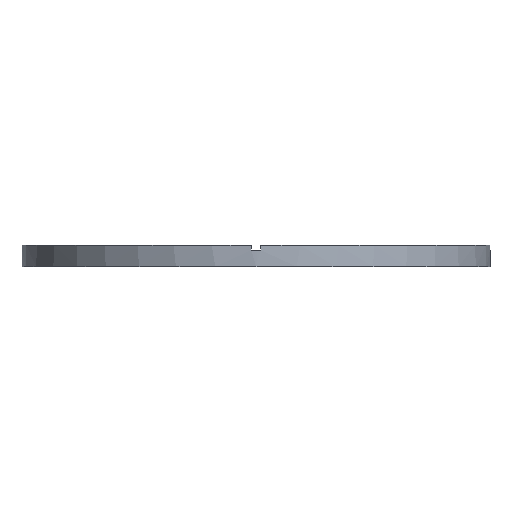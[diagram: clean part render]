
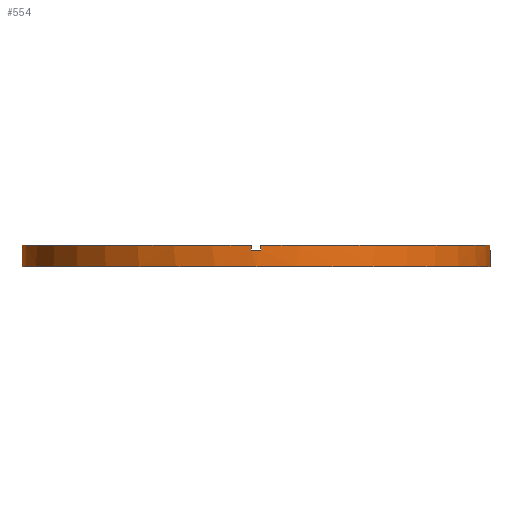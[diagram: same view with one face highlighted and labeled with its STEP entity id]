
A CAD part, front view. The second image highlights one B-rep face of the part: STEP entity #554.
In plain terms, the highlighted cylindrical face has radius 49.5 mm (diameter 99 mm), a partial arc.
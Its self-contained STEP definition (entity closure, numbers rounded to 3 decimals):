
#7 = EDGE_CURVE ( 'NONE', #552, #544, #697, .T. ) ;
#14 = VERTEX_POINT ( 'NONE', #74 ) ;
#20 = AXIS2_PLACEMENT_3D ( 'NONE', #117, #415, #742 ) ;
#23 = VERTEX_POINT ( 'NONE', #293 ) ;
#24 = CARTESIAN_POINT ( 'NONE',  ( 0., 0., 3.5 ) ) ;
#64 = CARTESIAN_POINT ( 'NONE',  ( 1., -49.49, 4.5 ) ) ;
#65 = CIRCLE ( 'NONE', #473, 49.5 ) ;
#74 = CARTESIAN_POINT ( 'NONE',  ( 1., -49.49, 3.5 ) ) ;
#79 = CARTESIAN_POINT ( 'NONE',  ( 49.49, -1., 3.5 ) ) ;
#92 = DIRECTION ( 'NONE',  ( 0., 0., 1. ) ) ;
#103 = EDGE_CURVE ( 'NONE', #525, #189, #181, .T. ) ;
#110 = DIRECTION ( 'NONE',  ( 0., 0., -1. ) ) ;
#111 = AXIS2_PLACEMENT_3D ( 'NONE', #627, #179, #379 ) ;
#117 = CARTESIAN_POINT ( 'NONE',  ( 0., 0., 3.5 ) ) ;
#134 = LINE ( 'NONE', #504, #165 ) ;
#146 = DIRECTION ( 'NONE',  ( 1., 0., 0. ) ) ;
#154 = LINE ( 'NONE', #648, #393 ) ;
#155 = DIRECTION ( 'NONE',  ( 0., 0., 1. ) ) ;
#165 = VECTOR ( 'NONE', #632, 1000. ) ;
#179 = DIRECTION ( 'NONE',  ( 0., 0., 1. ) ) ;
#181 = LINE ( 'NONE', #595, #451 ) ;
#182 = EDGE_CURVE ( 'NONE', #544, #253, #134, .T. ) ;
#185 = VERTEX_POINT ( 'NONE', #370 ) ;
#188 = LINE ( 'NONE', #598, #475 ) ;
#189 = VERTEX_POINT ( 'NONE', #642 ) ;
#196 = CIRCLE ( 'NONE', #700, 49.5 ) ;
#211 = CIRCLE ( 'NONE', #248, 49.5 ) ;
#217 = EDGE_CURVE ( 'NONE', #539, #23, #154, .T. ) ;
#230 = DIRECTION ( 'NONE',  ( 1., 0., 0. ) ) ;
#244 = CARTESIAN_POINT ( 'NONE',  ( 0., 0., 4.5 ) ) ;
#245 = EDGE_LOOP ( 'NONE', ( #780, #555, #638, #512, #274, #295, #428, #507, #667, #654, #673, #545 ) ) ;
#248 = AXIS2_PLACEMENT_3D ( 'NONE', #398, #371, #230 ) ;
#253 = VERTEX_POINT ( 'NONE', #423 ) ;
#269 = VERTEX_POINT ( 'NONE', #64 ) ;
#274 = ORIENTED_EDGE ( 'NONE', *, *, #280, .T. ) ;
#275 = DIRECTION ( 'NONE',  ( 1., 0., 0. ) ) ;
#280 = EDGE_CURVE ( 'NONE', #269, #14, #659, .T. ) ;
#293 = CARTESIAN_POINT ( 'NONE',  ( -49.49, -1., 3.5 ) ) ;
#295 = ORIENTED_EDGE ( 'NONE', *, *, #480, .F. ) ;
#325 = EDGE_CURVE ( 'NONE', #552, #762, #732, .T. ) ;
#365 = CARTESIAN_POINT ( 'NONE',  ( 0., 0., 0. ) ) ;
#370 = CARTESIAN_POINT ( 'NONE',  ( -1., -49.49, 4.5 ) ) ;
#371 = DIRECTION ( 'NONE',  ( 0., 0., 1. ) ) ;
#377 = CARTESIAN_POINT ( 'NONE',  ( 49.49, -1., 4.5 ) ) ;
#379 = DIRECTION ( 'NONE',  ( 1., 0., 0. ) ) ;
#393 = VECTOR ( 'NONE', #110, 1000. ) ;
#398 = CARTESIAN_POINT ( 'NONE',  ( 0., 0., 3.5 ) ) ;
#400 = VECTOR ( 'NONE', #493, 1000. ) ;
#415 = DIRECTION ( 'NONE',  ( 0., 0., 1. ) ) ;
#423 = CARTESIAN_POINT ( 'NONE',  ( 49.5, 0., 0. ) ) ;
#428 = ORIENTED_EDGE ( 'NONE', *, *, #607, .T. ) ;
#433 = AXIS2_PLACEMENT_3D ( 'NONE', #244, #439, #498 ) ;
#439 = DIRECTION ( 'NONE',  ( 0., 0., -1. ) ) ;
#451 = VECTOR ( 'NONE', #578, 1000. ) ;
#473 = AXIS2_PLACEMENT_3D ( 'NONE', #24, #92, #275 ) ;
#475 = VECTOR ( 'NONE', #696, 1000. ) ;
#479 = FACE_OUTER_BOUND ( 'NONE', #245, .T. ) ;
#480 = EDGE_CURVE ( 'NONE', #649, #14, #211, .T. ) ;
#481 = VECTOR ( 'NONE', #623, 1000. ) ;
#488 = CIRCLE ( 'NONE', #111, 49.5 ) ;
#493 = DIRECTION ( 'NONE',  ( 0., 0., -1. ) ) ;
#498 = DIRECTION ( 'NONE',  ( -1., 0., 0. ) ) ;
#502 = EDGE_CURVE ( 'NONE', #189, #253, #726, .T. ) ;
#504 = CARTESIAN_POINT ( 'NONE',  ( 49.5, 0., 4.5 ) ) ;
#507 = ORIENTED_EDGE ( 'NONE', *, *, #629, .F. ) ;
#512 = ORIENTED_EDGE ( 'NONE', *, *, #551, .F. ) ;
#525 = VERTEX_POINT ( 'NONE', #557 ) ;
#535 = CARTESIAN_POINT ( 'NONE',  ( 0., 0., 4.5 ) ) ;
#539 = VERTEX_POINT ( 'NONE', #562 ) ;
#544 = VERTEX_POINT ( 'NONE', #721 ) ;
#545 = ORIENTED_EDGE ( 'NONE', *, *, #502, .T. ) ;
#551 = EDGE_CURVE ( 'NONE', #269, #762, #488, .T. ) ;
#552 = VERTEX_POINT ( 'NONE', #79 ) ;
#554 = ADVANCED_FACE ( 'NONE', ( #479 ), #716, .T. ) ;
#555 = ORIENTED_EDGE ( 'NONE', *, *, #7, .F. ) ;
#557 = CARTESIAN_POINT ( 'NONE',  ( -49.5, 0., 3.5 ) ) ;
#562 = CARTESIAN_POINT ( 'NONE',  ( -49.49, -1., 4.5 ) ) ;
#578 = DIRECTION ( 'NONE',  ( 0., 0., -1. ) ) ;
#595 = CARTESIAN_POINT ( 'NONE',  ( -49.5, 0., 4.5 ) ) ;
#598 = CARTESIAN_POINT ( 'NONE',  ( -1., -49.49, 4.5 ) ) ;
#603 = DIRECTION ( 'NONE',  ( 1., 0., 0. ) ) ;
#607 = EDGE_CURVE ( 'NONE', #649, #185, #188, .T. ) ;
#608 = DIRECTION ( 'NONE',  ( 0., 0., 1. ) ) ;
#623 = DIRECTION ( 'NONE',  ( 0., 0., 1. ) ) ;
#626 = CARTESIAN_POINT ( 'NONE',  ( 1., -49.49, 4.5 ) ) ;
#627 = CARTESIAN_POINT ( 'NONE',  ( 0., 0., 4.5 ) ) ;
#629 = EDGE_CURVE ( 'NONE', #539, #185, #196, .T. ) ;
#632 = DIRECTION ( 'NONE',  ( 0., 0., -1. ) ) ;
#638 = ORIENTED_EDGE ( 'NONE', *, *, #325, .T. ) ;
#642 = CARTESIAN_POINT ( 'NONE',  ( -49.5, 0., 0. ) ) ;
#644 = CARTESIAN_POINT ( 'NONE',  ( -1., -49.49, 3.5 ) ) ;
#648 = CARTESIAN_POINT ( 'NONE',  ( -49.49, -1., 4.5 ) ) ;
#649 = VERTEX_POINT ( 'NONE', #644 ) ;
#654 = ORIENTED_EDGE ( 'NONE', *, *, #736, .F. ) ;
#659 = LINE ( 'NONE', #626, #400 ) ;
#667 = ORIENTED_EDGE ( 'NONE', *, *, #217, .T. ) ;
#673 = ORIENTED_EDGE ( 'NONE', *, *, #103, .T. ) ;
#696 = DIRECTION ( 'NONE',  ( 0., 0., 1. ) ) ;
#697 = CIRCLE ( 'NONE', #20, 49.5 ) ;
#700 = AXIS2_PLACEMENT_3D ( 'NONE', #535, #608, #146 ) ;
#716 = CYLINDRICAL_SURFACE ( 'NONE', #433, 49.5 ) ;
#721 = CARTESIAN_POINT ( 'NONE',  ( 49.5, 0., 3.5 ) ) ;
#726 = CIRCLE ( 'NONE', #733, 49.5 ) ;
#732 = LINE ( 'NONE', #377, #481 ) ;
#733 = AXIS2_PLACEMENT_3D ( 'NONE', #365, #155, #603 ) ;
#736 = EDGE_CURVE ( 'NONE', #525, #23, #65, .T. ) ;
#742 = DIRECTION ( 'NONE',  ( 1., 0., 0. ) ) ;
#743 = CARTESIAN_POINT ( 'NONE',  ( 49.49, -1., 4.5 ) ) ;
#762 = VERTEX_POINT ( 'NONE', #743 ) ;
#780 = ORIENTED_EDGE ( 'NONE', *, *, #182, .F. ) ;
